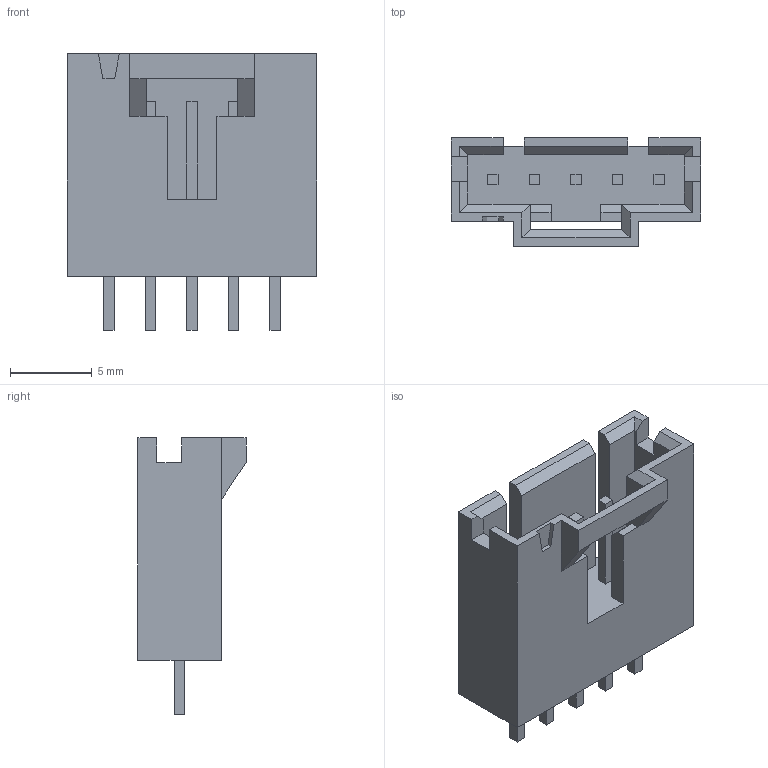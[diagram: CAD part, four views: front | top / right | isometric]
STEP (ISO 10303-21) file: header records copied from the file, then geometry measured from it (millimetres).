
FILE_DESCRIPTION((''),'2;1');
FILE_NAME('TYCO_5-104362-4.stp','2014-06-10T12:46:37',(''),(''),'Mechanical Desktop 2011','Mechanical Desktop 2011',', , ');
FILE_SCHEMA(('AUTOMOTIVE_DESIGN { 1 2 10303 214 1 1 1 1 }'));
Length unit declared in the file: millimetre
Products named in the file (1): Product
Bounding box: 15.24 x 6.6 x 16.89 mm (x, y, z)
Volume: 653.9 mm3; surface area: 1097.2 mm2
Topology: 11 solids, 11 shells, 122 faces, 294 edges, 192 vertices
Faces by surface type: plane 62, bspline 60
Entity records: 3515 total; most frequent: CARTESIAN_POINT 789, ORIENTED_EDGE 588, DIRECTION 420, VECTOR 294, LINE 294, EDGE_CURVE 294, VERTEX_POINT 192, EDGE_LOOP 122
